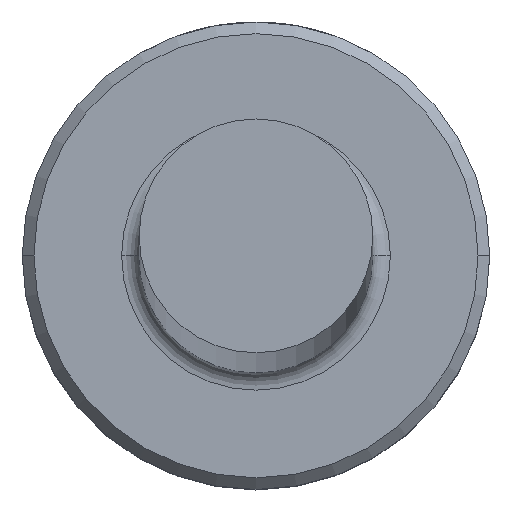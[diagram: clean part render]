
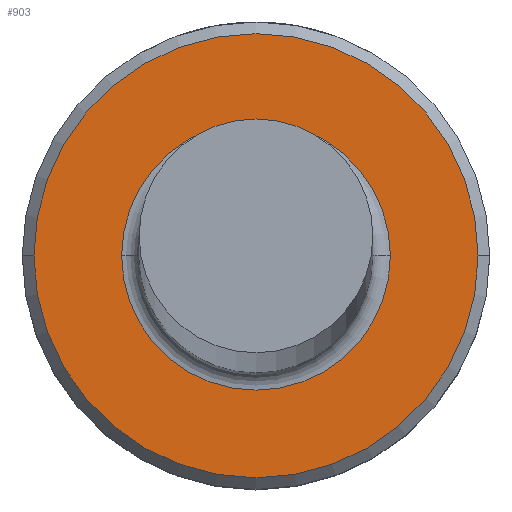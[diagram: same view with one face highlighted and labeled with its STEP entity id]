
A CAD part, top view. The second image highlights one B-rep face of the part: STEP entity #903.
In plain terms, the highlighted planar face has unit normal (0, 0, 1).
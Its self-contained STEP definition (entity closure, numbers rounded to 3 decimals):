
#16 = PLANE ( 'NONE',  #876 ) ;
#23 = CIRCLE ( 'NONE', #664, 3.8 ) ;
#45 = DIRECTION ( 'NONE',  ( 0., 0., 1. ) ) ;
#62 = EDGE_CURVE ( 'NONE', #855, #647, #23, .T. ) ;
#112 = DIRECTION ( 'NONE',  ( 1., 0., 0. ) ) ;
#127 = EDGE_LOOP ( 'NONE', ( #241, #407 ) ) ;
#147 = AXIS2_PLACEMENT_3D ( 'NONE', #244, #873, #333 ) ;
#189 = AXIS2_PLACEMENT_3D ( 'NONE', #586, #45, #685 ) ;
#241 = ORIENTED_EDGE ( 'NONE', *, *, #62, .T. ) ;
#242 = EDGE_CURVE ( 'NONE', #796, #705, #359, .T. ) ;
#244 = CARTESIAN_POINT ( 'NONE',  ( 0., 0., 5. ) ) ;
#282 = DIRECTION ( 'NONE',  ( 0., 0., 1. ) ) ;
#333 = DIRECTION ( 'NONE',  ( -1., 0., 0. ) ) ;
#359 = CIRCLE ( 'NONE', #147, 2.3 ) ;
#373 = DIRECTION ( 'NONE',  ( 0., 0., -1. ) ) ;
#407 = ORIENTED_EDGE ( 'NONE', *, *, #1028, .T. ) ;
#467 = CARTESIAN_POINT ( 'NONE',  ( 2.3, 0., 5. ) ) ;
#468 = ORIENTED_EDGE ( 'NONE', *, *, #866, .T. ) ;
#470 = CARTESIAN_POINT ( 'NONE',  ( 0., 0., 5. ) ) ;
#541 = DIRECTION ( 'NONE',  ( 0., 0., 1. ) ) ;
#574 = CARTESIAN_POINT ( 'NONE',  ( 0., 0., 5. ) ) ;
#586 = CARTESIAN_POINT ( 'NONE',  ( 0., 0., 5. ) ) ;
#622 = ORIENTED_EDGE ( 'NONE', *, *, #242, .T. ) ;
#637 = CARTESIAN_POINT ( 'NONE',  ( -2.3, 0., 5. ) ) ;
#647 = VERTEX_POINT ( 'NONE', #826 ) ;
#650 = AXIS2_PLACEMENT_3D ( 'NONE', #914, #373, #1000 ) ;
#652 = CARTESIAN_POINT ( 'NONE',  ( -3.8, 0., 5. ) ) ;
#664 = AXIS2_PLACEMENT_3D ( 'NONE', #574, #541, #707 ) ;
#670 = CIRCLE ( 'NONE', #189, 3.8 ) ;
#685 = DIRECTION ( 'NONE',  ( 1., 0., 0. ) ) ;
#691 = EDGE_LOOP ( 'NONE', ( #622, #468 ) ) ;
#705 = VERTEX_POINT ( 'NONE', #467 ) ;
#707 = DIRECTION ( 'NONE',  ( 1., 0., 0. ) ) ;
#763 = FACE_BOUND ( 'NONE', #691, .T. ) ;
#790 = FACE_OUTER_BOUND ( 'NONE', #127, .T. ) ;
#796 = VERTEX_POINT ( 'NONE', #637 ) ;
#826 = CARTESIAN_POINT ( 'NONE',  ( 3.8, 0., 5. ) ) ;
#855 = VERTEX_POINT ( 'NONE', #652 ) ;
#866 = EDGE_CURVE ( 'NONE', #705, #796, #1018, .T. ) ;
#873 = DIRECTION ( 'NONE',  ( 0., 0., -1. ) ) ;
#876 = AXIS2_PLACEMENT_3D ( 'NONE', #470, #282, #112 ) ;
#903 = ADVANCED_FACE ( 'NONE', ( #790, #763 ), #16, .T. ) ;
#914 = CARTESIAN_POINT ( 'NONE',  ( 0., 0., 5. ) ) ;
#1000 = DIRECTION ( 'NONE',  ( -1., 0., 0. ) ) ;
#1018 = CIRCLE ( 'NONE', #650, 2.3 ) ;
#1028 = EDGE_CURVE ( 'NONE', #647, #855, #670, .T. ) ;
